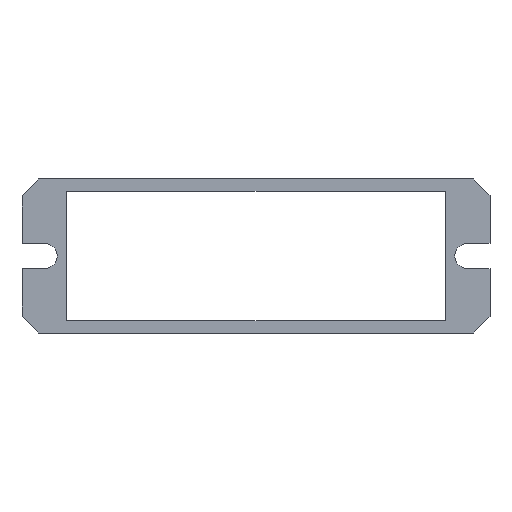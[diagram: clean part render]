
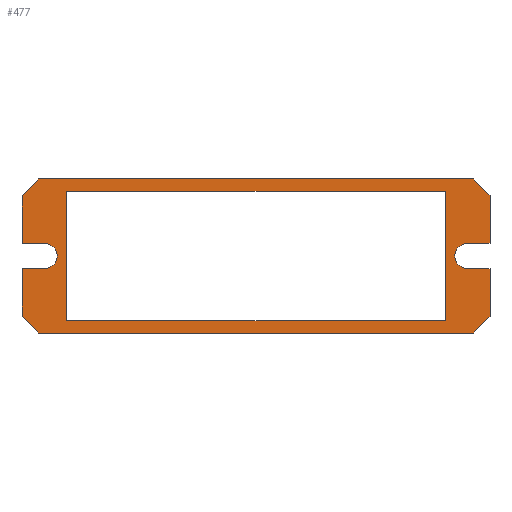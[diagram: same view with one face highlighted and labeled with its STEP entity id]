
A CAD part, top view. The second image highlights one B-rep face of the part: STEP entity #477.
In plain terms, the highlighted planar face has unit normal (0, 0, 1).
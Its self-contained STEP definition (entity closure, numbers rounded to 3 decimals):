
#100=DIRECTION('',(0.,-1.,0.));
#101=VECTOR('',#100,15.35);
#102=CARTESIAN_POINT('',(-22.35,7.675,0.6));
#103=LINE('',#102,#101);
#104=DIRECTION('',(1.,0.,0.));
#105=VECTOR('',#104,44.7);
#106=CARTESIAN_POINT('',(-22.35,-7.675,0.6));
#107=LINE('',#106,#105);
#108=DIRECTION('',(0.,1.,0.));
#109=VECTOR('',#108,15.35);
#110=CARTESIAN_POINT('',(22.35,-7.675,0.6));
#111=LINE('',#110,#109);
#112=DIRECTION('',(-1.,0.,0.));
#113=VECTOR('',#112,44.7);
#114=CARTESIAN_POINT('',(22.35,7.675,0.6));
#115=LINE('',#114,#113);
#116=DIRECTION('',(0.707,-0.707,0.));
#117=VECTOR('',#116,2.828);
#118=CARTESIAN_POINT('',(-27.65,-7.1,0.6));
#119=LINE('',#118,#117);
#120=DIRECTION('',(0.,-1.,0.));
#121=VECTOR('',#120,5.6);
#122=CARTESIAN_POINT('',(-27.65,-1.5,0.6));
#123=LINE('',#122,#121);
#124=DIRECTION('',(1.,0.,0.));
#125=VECTOR('',#124,2.65);
#126=CARTESIAN_POINT('',(-27.65,-1.5,0.6));
#127=LINE('',#126,#125);
#128=CARTESIAN_POINT('',(-25.,0.,0.6));
#129=DIRECTION('',(0.,0.,1.));
#130=DIRECTION('',(0.,-1.,0.));
#131=AXIS2_PLACEMENT_3D('',#128,#129,#130);
#133=DIRECTION('',(-1.,0.,0.));
#134=VECTOR('',#133,2.65);
#135=CARTESIAN_POINT('',(-25.,1.5,0.6));
#136=LINE('',#135,#134);
#137=DIRECTION('',(0.,-1.,0.));
#138=VECTOR('',#137,5.6);
#139=CARTESIAN_POINT('',(-27.65,7.1,0.6));
#140=LINE('',#139,#138);
#141=DIRECTION('',(-0.707,-0.707,0.));
#142=VECTOR('',#141,2.828);
#143=CARTESIAN_POINT('',(-25.65,9.1,0.6));
#144=LINE('',#143,#142);
#145=DIRECTION('',(-1.,0.,0.));
#146=VECTOR('',#145,51.3);
#147=CARTESIAN_POINT('',(25.65,9.1,0.6));
#148=LINE('',#147,#146);
#149=DIRECTION('',(-0.707,0.707,0.));
#150=VECTOR('',#149,2.828);
#151=CARTESIAN_POINT('',(27.65,7.1,0.6));
#152=LINE('',#151,#150);
#153=DIRECTION('',(0.,1.,0.));
#154=VECTOR('',#153,5.6);
#155=CARTESIAN_POINT('',(27.65,1.5,0.6));
#156=LINE('',#155,#154);
#157=DIRECTION('',(-1.,0.,0.));
#158=VECTOR('',#157,2.65);
#159=CARTESIAN_POINT('',(27.65,1.5,0.6));
#160=LINE('',#159,#158);
#161=CARTESIAN_POINT('',(25.,0.,0.6));
#162=DIRECTION('',(0.,0.,1.));
#163=DIRECTION('',(0.,1.,0.));
#164=AXIS2_PLACEMENT_3D('',#161,#162,#163);
#166=DIRECTION('',(1.,0.,0.));
#167=VECTOR('',#166,2.65);
#168=CARTESIAN_POINT('',(25.,-1.5,0.6));
#169=LINE('',#168,#167);
#170=DIRECTION('',(0.,1.,0.));
#171=VECTOR('',#170,5.6);
#172=CARTESIAN_POINT('',(27.65,-7.1,0.6));
#173=LINE('',#172,#171);
#174=DIRECTION('',(0.707,0.707,0.));
#175=VECTOR('',#174,2.828);
#176=CARTESIAN_POINT('',(25.65,-9.1,0.6));
#177=LINE('',#176,#175);
#178=DIRECTION('',(1.,0.,0.));
#179=VECTOR('',#178,51.3);
#180=CARTESIAN_POINT('',(-25.65,-9.1,0.6));
#181=LINE('',#180,#179);
#254=CARTESIAN_POINT('',(-22.35,7.675,0.6));
#255=CARTESIAN_POINT('',(-22.35,-7.675,0.6));
#256=VERTEX_POINT('',#254);
#257=VERTEX_POINT('',#255);
#258=CARTESIAN_POINT('',(22.35,-7.675,0.6));
#259=VERTEX_POINT('',#258);
#260=CARTESIAN_POINT('',(22.35,7.675,0.6));
#261=VERTEX_POINT('',#260);
#278=CARTESIAN_POINT('',(-25.,1.5,0.6));
#279=CARTESIAN_POINT('',(-27.65,1.5,0.6));
#280=VERTEX_POINT('',#278);
#281=VERTEX_POINT('',#279);
#282=CARTESIAN_POINT('',(-27.65,-1.5,0.6));
#283=CARTESIAN_POINT('',(-25.,-1.5,0.6));
#284=VERTEX_POINT('',#282);
#285=VERTEX_POINT('',#283);
#286=CARTESIAN_POINT('',(25.,1.5,0.6));
#287=CARTESIAN_POINT('',(25.,-1.5,0.6));
#288=VERTEX_POINT('',#286);
#289=VERTEX_POINT('',#287);
#290=CARTESIAN_POINT('',(27.65,-1.5,0.6));
#291=VERTEX_POINT('',#290);
#292=CARTESIAN_POINT('',(27.65,1.5,0.6));
#293=VERTEX_POINT('',#292);
#298=CARTESIAN_POINT('',(-27.65,-7.1,0.6));
#299=VERTEX_POINT('',#298);
#300=CARTESIAN_POINT('',(-25.65,-9.1,0.6));
#301=VERTEX_POINT('',#300);
#306=CARTESIAN_POINT('',(-25.65,9.1,0.6));
#307=VERTEX_POINT('',#306);
#308=CARTESIAN_POINT('',(-27.65,7.1,0.6));
#309=VERTEX_POINT('',#308);
#314=CARTESIAN_POINT('',(25.65,-9.1,0.6));
#315=VERTEX_POINT('',#314);
#316=CARTESIAN_POINT('',(27.65,-7.1,0.6));
#317=VERTEX_POINT('',#316);
#322=CARTESIAN_POINT('',(27.65,7.1,0.6));
#323=VERTEX_POINT('',#322);
#324=CARTESIAN_POINT('',(25.65,9.1,0.6));
#325=VERTEX_POINT('',#324);
#432=CARTESIAN_POINT('',(0.,0.,0.6));
#433=DIRECTION('',(0.,0.,1.));
#434=DIRECTION('',(1.,0.,0.));
#435=AXIS2_PLACEMENT_3D('',#432,#433,#434);
#436=PLANE('',#435);
#438=ORIENTED_EDGE('',*,*,#437,.F.);
#440=ORIENTED_EDGE('',*,*,#439,.F.);
#442=ORIENTED_EDGE('',*,*,#441,.T.);
#444=ORIENTED_EDGE('',*,*,#443,.T.);
#446=ORIENTED_EDGE('',*,*,#445,.T.);
#448=ORIENTED_EDGE('',*,*,#447,.F.);
#450=ORIENTED_EDGE('',*,*,#449,.F.);
#452=ORIENTED_EDGE('',*,*,#451,.F.);
#454=ORIENTED_EDGE('',*,*,#453,.F.);
#456=ORIENTED_EDGE('',*,*,#455,.F.);
#458=ORIENTED_EDGE('',*,*,#457,.T.);
#460=ORIENTED_EDGE('',*,*,#459,.T.);
#462=ORIENTED_EDGE('',*,*,#461,.T.);
#464=ORIENTED_EDGE('',*,*,#463,.F.);
#466=ORIENTED_EDGE('',*,*,#465,.F.);
#468=ORIENTED_EDGE('',*,*,#467,.F.);
#469=EDGE_LOOP('',(#438,#440,#442,#444,#446,#448,#450,#452,#454,#456,#458,#460,
#462,#464,#466,#468));
#470=FACE_OUTER_BOUND('',#469,.F.);
#471=ORIENTED_EDGE('',*,*,#384,.T.);
#472=ORIENTED_EDGE('',*,*,#399,.T.);
#473=ORIENTED_EDGE('',*,*,#413,.T.);
#474=ORIENTED_EDGE('',*,*,#426,.T.);
#475=EDGE_LOOP('',(#471,#472,#473,#474));
#476=FACE_BOUND('',#475,.F.);
#477=ADVANCED_FACE('',(#470,#476),#436,.T.);
#132=CIRCLE('',#131,1.5);
#165=CIRCLE('',#164,1.5);
#384=EDGE_CURVE('',#256,#257,#103,.T.);
#399=EDGE_CURVE('',#257,#259,#107,.T.);
#413=EDGE_CURVE('',#259,#261,#111,.T.);
#426=EDGE_CURVE('',#261,#256,#115,.T.);
#437=EDGE_CURVE('',#299,#301,#119,.T.);
#439=EDGE_CURVE('',#284,#299,#123,.T.);
#441=EDGE_CURVE('',#284,#285,#127,.T.);
#443=EDGE_CURVE('',#285,#280,#132,.T.);
#445=EDGE_CURVE('',#280,#281,#136,.T.);
#447=EDGE_CURVE('',#309,#281,#140,.T.);
#449=EDGE_CURVE('',#307,#309,#144,.T.);
#451=EDGE_CURVE('',#325,#307,#148,.T.);
#453=EDGE_CURVE('',#323,#325,#152,.T.);
#455=EDGE_CURVE('',#293,#323,#156,.T.);
#457=EDGE_CURVE('',#293,#288,#160,.T.);
#459=EDGE_CURVE('',#288,#289,#165,.T.);
#461=EDGE_CURVE('',#289,#291,#169,.T.);
#463=EDGE_CURVE('',#317,#291,#173,.T.);
#465=EDGE_CURVE('',#315,#317,#177,.T.);
#467=EDGE_CURVE('',#301,#315,#181,.T.);
